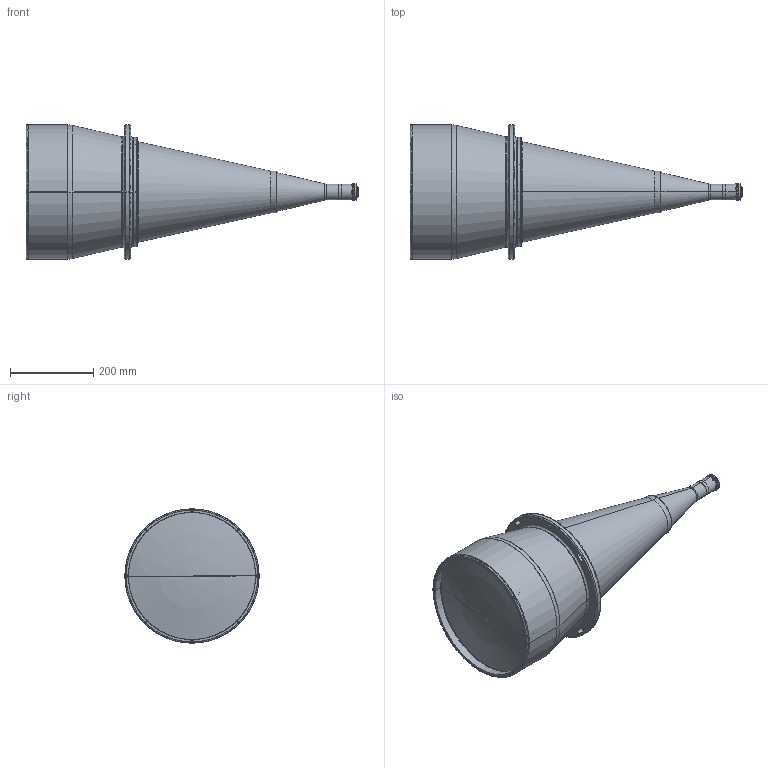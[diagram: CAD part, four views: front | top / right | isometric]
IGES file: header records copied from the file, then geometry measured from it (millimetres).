
Start section: SolidWorks IGES file using analytic representation for surfaces
Global section: file name: TC23200.IGS; native system: SolidWorks 2015; preprocessor: SolidWorks 2015; author: piermario; date: 161003.145222; units: millimetre
Bounding box: 796.48 x 322 x 322 mm (x, y, z)
Surface area: 712839.8 mm2 (no closed solid volume)
Topology: 0 solids, 0 shells, 285 faces, 5579 edges, 5578 vertices
Faces by surface type: bspline 157, revolution 128
